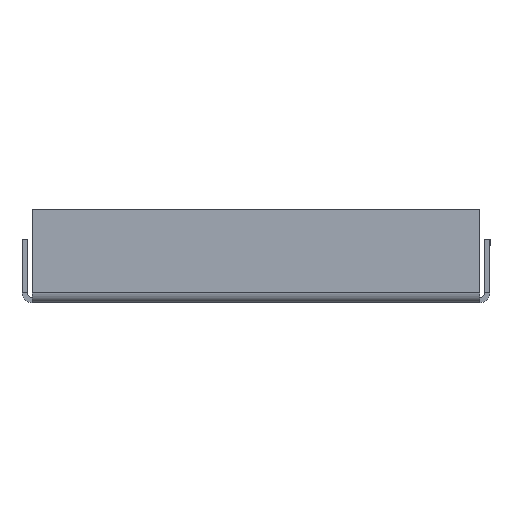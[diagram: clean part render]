
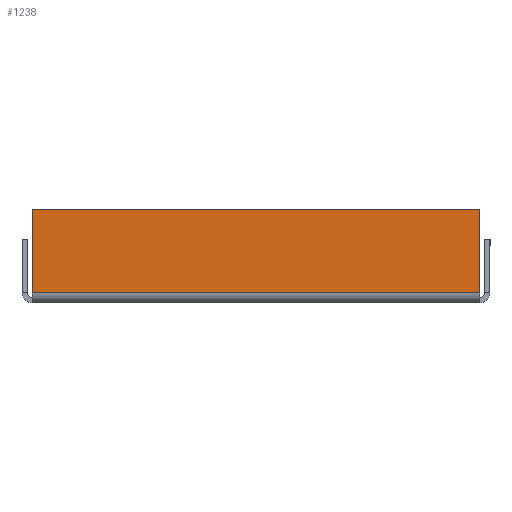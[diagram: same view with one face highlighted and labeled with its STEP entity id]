
A CAD part, left-side view. The second image highlights one B-rep face of the part: STEP entity #1238.
In plain terms, the highlighted planar face has unit normal (-1, 0, 0).
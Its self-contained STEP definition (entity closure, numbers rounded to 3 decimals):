
#34 = CARTESIAN_POINT ( 'NONE',  ( -2., 0., 1. ) ) ;
#42 = LINE ( 'NONE', #60, #156 ) ;
#44 = ORIENTED_EDGE ( 'NONE', *, *, #1256, .F. ) ;
#60 = CARTESIAN_POINT ( 'NONE',  ( -2., 86., 1. ) ) ;
#78 = VERTEX_POINT ( 'NONE', #34 ) ;
#115 = VERTEX_POINT ( 'NONE', #605 ) ;
#156 = VECTOR ( 'NONE', #1626, 1000. ) ;
#165 = FACE_OUTER_BOUND ( 'NONE', #1139, .T. ) ;
#186 = EDGE_CURVE ( 'NONE', #1189, #487, #1515, .T. ) ;
#331 = CARTESIAN_POINT ( 'NONE',  ( -2., 0., 0. ) ) ;
#410 = DIRECTION ( 'NONE',  ( 0., 0., -1. ) ) ;
#414 = CARTESIAN_POINT ( 'NONE',  ( -2., 86., 17. ) ) ;
#434 = PLANE ( 'NONE',  #916 ) ;
#484 = ORIENTED_EDGE ( 'NONE', *, *, #1061, .T. ) ;
#487 = VERTEX_POINT ( 'NONE', #414 ) ;
#491 = DIRECTION ( 'NONE',  ( 0., 1., 0. ) ) ;
#605 = CARTESIAN_POINT ( 'NONE',  ( -2., 86., 1. ) ) ;
#665 = CARTESIAN_POINT ( 'NONE',  ( -2., 86., 0. ) ) ;
#671 = VECTOR ( 'NONE', #1400, 1000. ) ;
#841 = LINE ( 'NONE', #331, #671 ) ;
#883 = CARTESIAN_POINT ( 'NONE',  ( -2., 0., 17. ) ) ;
#916 = AXIS2_PLACEMENT_3D ( 'NONE', #1332, #960, #1501 ) ;
#960 = DIRECTION ( 'NONE',  ( 1., 0., 0. ) ) ;
#1061 = EDGE_CURVE ( 'NONE', #78, #1189, #841, .T. ) ;
#1139 = EDGE_LOOP ( 'NONE', ( #44, #484, #1436, #1441 ) ) ;
#1161 = CARTESIAN_POINT ( 'NONE',  ( -2., 0., 17. ) ) ;
#1189 = VERTEX_POINT ( 'NONE', #1161 ) ;
#1217 = EDGE_CURVE ( 'NONE', #487, #115, #1563, .T. ) ;
#1238 = ADVANCED_FACE ( 'NONE', ( #165 ), #434, .F. ) ;
#1256 = EDGE_CURVE ( 'NONE', #78, #115, #42, .T. ) ;
#1332 = CARTESIAN_POINT ( 'NONE',  ( -2., 0., 0. ) ) ;
#1400 = DIRECTION ( 'NONE',  ( 0., 0., 1. ) ) ;
#1409 = VECTOR ( 'NONE', #410, 1000. ) ;
#1436 = ORIENTED_EDGE ( 'NONE', *, *, #186, .T. ) ;
#1441 = ORIENTED_EDGE ( 'NONE', *, *, #1217, .T. ) ;
#1501 = DIRECTION ( 'NONE',  ( 0., 0., -1. ) ) ;
#1515 = LINE ( 'NONE', #883, #1528 ) ;
#1528 = VECTOR ( 'NONE', #491, 1000. ) ;
#1563 = LINE ( 'NONE', #665, #1409 ) ;
#1626 = DIRECTION ( 'NONE',  ( 0., 1., 0. ) ) ;
